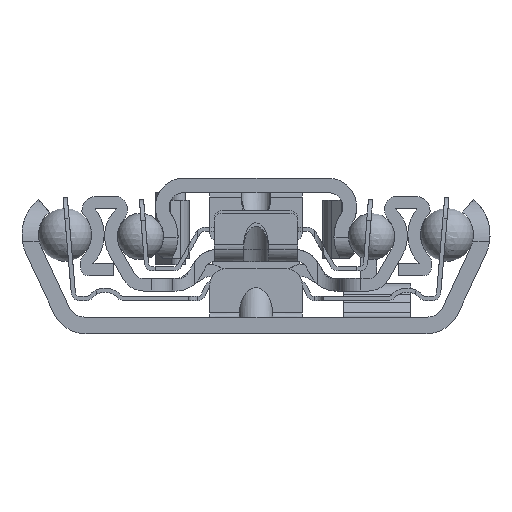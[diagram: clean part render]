
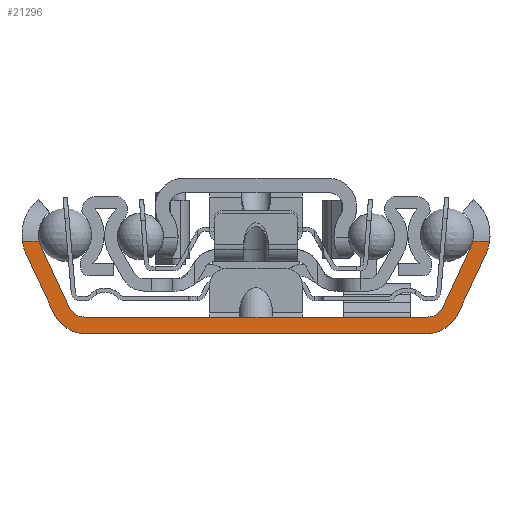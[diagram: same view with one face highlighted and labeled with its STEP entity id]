
A CAD part, left-side view. The second image highlights one B-rep face of the part: STEP entity #21296.
In plain terms, the highlighted planar face has unit normal (-1, 0, 0).
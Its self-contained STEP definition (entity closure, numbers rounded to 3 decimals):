
#399=PLANE('',#22908);
#1310=FACE_OUTER_BOUND('',#2439,.T.);
#2439=EDGE_LOOP('',(#15085,#15086,#15087,#15088,#15089,#15090,#15091,#15092,
#15093,#15094,#15095,#15096,#15097,#15098,#15099,#15100));
#3454=LINE('',#31591,#5445);
#3583=LINE('',#32739,#5574);
#3718=LINE('',#33220,#5709);
#3719=LINE('',#33235,#5710);
#3723=LINE('',#33246,#5714);
#3725=LINE('',#33253,#5716);
#3728=LINE('',#33262,#5719);
#3730=LINE('',#33269,#5721);
#5445=VECTOR('',#24877,10.);
#5574=VECTOR('',#25404,10.);
#5709=VECTOR('',#25779,10.);
#5710=VECTOR('',#25784,10.);
#5714=VECTOR('',#25800,10.);
#5716=VECTOR('',#25808,10.);
#5719=VECTOR('',#25821,10.);
#5721=VECTOR('',#25829,10.);
#7577=CIRCLE('',#22874,5.475);
#7586=CIRCLE('',#22885,3.5);
#7587=CIRCLE('',#22893,4.25);
#7588=CIRCLE('',#22896,3.5);
#7589=CIRCLE('',#22899,2.);
#7590=CIRCLE('',#22901,2.);
#7591=CIRCLE('',#22904,5.475);
#7592=CIRCLE('',#22907,4.25);
#8515=VERTEX_POINT('',#31589);
#8516=VERTEX_POINT('',#31590);
#8721=VERTEX_POINT('',#32737);
#8722=VERTEX_POINT('',#32738);
#8828=VERTEX_POINT('',#33151);
#8829=VERTEX_POINT('',#33164);
#8839=VERTEX_POINT('',#33191);
#8840=VERTEX_POINT('',#33202);
#8841=VERTEX_POINT('',#33206);
#8843=VERTEX_POINT('',#33223);
#8845=VERTEX_POINT('',#33242);
#8846=VERTEX_POINT('',#33248);
#8847=VERTEX_POINT('',#33252);
#8848=VERTEX_POINT('',#33258);
#8849=VERTEX_POINT('',#33264);
#8850=VERTEX_POINT('',#33268);
#10720=EDGE_CURVE('',#8515,#8516,#3454,.T.);
#11019=EDGE_CURVE('',#8721,#8722,#3583,.T.);
#11195=EDGE_CURVE('',#8828,#8829,#7577,.T.);
#11211=EDGE_CURVE('',#8839,#8840,#7586,.T.);
#11214=EDGE_CURVE('',#8841,#8839,#3718,.T.);
#11217=EDGE_CURVE('',#8843,#8828,#3719,.T.);
#11221=EDGE_CURVE('',#8845,#8721,#7587,.T.);
#11223=EDGE_CURVE('',#8829,#8845,#3723,.T.);
#11225=EDGE_CURVE('',#8846,#8843,#7588,.T.);
#11226=EDGE_CURVE('',#8847,#8846,#3725,.T.);
#11228=EDGE_CURVE('',#8516,#8847,#7589,.T.);
#11229=EDGE_CURVE('',#8848,#8515,#7590,.T.);
#11231=EDGE_CURVE('',#8840,#8848,#3728,.T.);
#11233=EDGE_CURVE('',#8849,#8841,#7591,.T.);
#11234=EDGE_CURVE('',#8850,#8849,#3730,.T.);
#11236=EDGE_CURVE('',#8722,#8850,#7592,.T.);
#15085=ORIENTED_EDGE('',*,*,#11217,.F.);
#15086=ORIENTED_EDGE('',*,*,#11225,.F.);
#15087=ORIENTED_EDGE('',*,*,#11226,.F.);
#15088=ORIENTED_EDGE('',*,*,#11228,.F.);
#15089=ORIENTED_EDGE('',*,*,#10720,.F.);
#15090=ORIENTED_EDGE('',*,*,#11229,.F.);
#15091=ORIENTED_EDGE('',*,*,#11231,.F.);
#15092=ORIENTED_EDGE('',*,*,#11211,.F.);
#15093=ORIENTED_EDGE('',*,*,#11214,.F.);
#15094=ORIENTED_EDGE('',*,*,#11233,.F.);
#15095=ORIENTED_EDGE('',*,*,#11234,.F.);
#15096=ORIENTED_EDGE('',*,*,#11236,.F.);
#15097=ORIENTED_EDGE('',*,*,#11019,.F.);
#15098=ORIENTED_EDGE('',*,*,#11221,.F.);
#15099=ORIENTED_EDGE('',*,*,#11223,.F.);
#15100=ORIENTED_EDGE('',*,*,#11195,.F.);
#21296=ADVANCED_FACE('',(#1310),#399,.F.);
#22874=AXIS2_PLACEMENT_3D('',#33165,#25746,#25747);
#22885=AXIS2_PLACEMENT_3D('',#33203,#25774,#25775);
#22893=AXIS2_PLACEMENT_3D('',#33243,#25795,#25796);
#22896=AXIS2_PLACEMENT_3D('',#33250,#25804,#25805);
#22899=AXIS2_PLACEMENT_3D('',#33256,#25812,#25813);
#22901=AXIS2_PLACEMENT_3D('',#33259,#25816,#25817);
#22904=AXIS2_PLACEMENT_3D('',#33266,#25825,#25826);
#22907=AXIS2_PLACEMENT_3D('',#33272,#25833,#25834);
#22908=AXIS2_PLACEMENT_3D('',#33273,#25835,#25836);
#24877=DIRECTION('',(0.,-1.,0.));
#25404=DIRECTION('',(0.,1.,0.));
#25746=DIRECTION('center_axis',(1.,0.,0.));
#25747=DIRECTION('ref_axis',(0.,-0.641,0.767));
#25774=DIRECTION('center_axis',(-1.,0.,0.));
#25775=DIRECTION('ref_axis',(0.,-0.906,0.423));
#25779=DIRECTION('',(0.,-1.,0.));
#25784=DIRECTION('',(0.,-1.,0.));
#25795=DIRECTION('center_axis',(1.,0.,0.));
#25796=DIRECTION('ref_axis',(0.,-0.906,-0.423));
#25800=DIRECTION('',(0.,0.423,-0.906));
#25804=DIRECTION('center_axis',(-1.,0.,0.));
#25805=DIRECTION('ref_axis',(0.,0.636,-0.772));
#25808=DIRECTION('',(0.,-0.423,0.906));
#25812=DIRECTION('center_axis',(-1.,0.,0.));
#25813=DIRECTION('ref_axis',(0.,0.906,0.423));
#25816=DIRECTION('center_axis',(-1.,0.,0.));
#25817=DIRECTION('ref_axis',(0.,0.,1.));
#25821=DIRECTION('',(0.,-0.423,-0.906));
#25825=DIRECTION('center_axis',(1.,0.,0.));
#25826=DIRECTION('ref_axis',(0.,0.906,-0.423));
#25829=DIRECTION('',(0.,0.423,0.906));
#25833=DIRECTION('center_axis',(1.,0.,0.));
#25834=DIRECTION('ref_axis',(0.,0.,-1.));
#25835=DIRECTION('center_axis',(1.,0.,0.));
#25836=DIRECTION('ref_axis',(0.,0.,-1.));
#31589=CARTESIAN_POINT('',(0.,20.443,2.));
#31590=CARTESIAN_POINT('',(0.,-20.443,2.));
#31591=CARTESIAN_POINT('',(0.,20.443,2.));
#32737=CARTESIAN_POINT('',(0.,-20.256,0.));
#32738=CARTESIAN_POINT('',(0.,20.256,0.));
#32739=CARTESIAN_POINT('',(0.,0.,0.));
#33151=CARTESIAN_POINT('',(0.,-27.841,11.));
#33164=CARTESIAN_POINT('',(0.,-27.387,9.486));
#33165=CARTESIAN_POINT('Origin',(0.,-22.425,11.8));
#33191=CARTESIAN_POINT('',(0.,25.832,11.));
#33202=CARTESIAN_POINT('',(0.,25.597,10.321));
#33203=CARTESIAN_POINT('Origin',(0.,22.425,11.8));
#33206=CARTESIAN_POINT('',(0.,27.841,11.));
#33220=CARTESIAN_POINT('',(0.,0.,11.));
#33223=CARTESIAN_POINT('',(0.,-25.832,11.));
#33235=CARTESIAN_POINT('',(0.,0.,11.));
#33242=CARTESIAN_POINT('',(0.,-24.108,2.454));
#33243=CARTESIAN_POINT('Origin',(0.,-20.256,4.25));
#33246=CARTESIAN_POINT('',(0.,-27.387,9.486));
#33248=CARTESIAN_POINT('',(0.,-25.597,10.321));
#33250=CARTESIAN_POINT('Origin',(0.,-22.425,11.8));
#33252=CARTESIAN_POINT('',(0.,-22.255,3.155));
#33253=CARTESIAN_POINT('',(0.,-22.255,3.155));
#33256=CARTESIAN_POINT('Origin',(0.,-20.443,4.));
#33258=CARTESIAN_POINT('',(0.,22.255,3.155));
#33259=CARTESIAN_POINT('Origin',(0.,20.443,4.));
#33262=CARTESIAN_POINT('',(0.,25.597,10.321));
#33264=CARTESIAN_POINT('',(0.,27.387,9.486));
#33266=CARTESIAN_POINT('Origin',(0.,22.425,11.8));
#33268=CARTESIAN_POINT('',(0.,24.108,2.454));
#33269=CARTESIAN_POINT('',(0.,24.108,2.454));
#33272=CARTESIAN_POINT('Origin',(0.,20.256,4.25));
#33273=CARTESIAN_POINT('Origin',(0.,0.,4.008));
